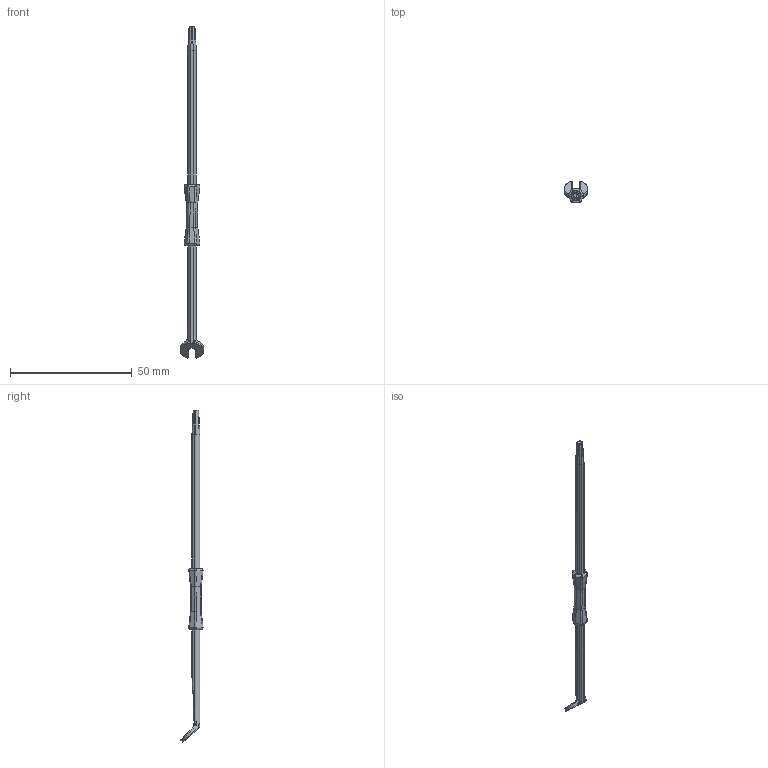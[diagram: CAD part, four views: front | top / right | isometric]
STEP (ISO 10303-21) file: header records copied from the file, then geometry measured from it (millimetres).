
FILE_DESCRIPTION (( 'STEP AP214' ), '1' );
FILE_NAME ('15-0001.STEP', '2025-11-27T17:41:47', ( '' ), ( '' ), 'SwSTEP 2.0', 'SolidWorks 2025', '' );
FILE_SCHEMA (( 'AUTOMOTIVE_DESIGN' ));
Length unit declared in the file: millimetre
Products named in the file (1): 15-0001
Bounding box: 9.79 x 9.08 x 136.12 mm (x, y, z)
Volume: 1508.4 mm3; surface area: 1707.6 mm2
Topology: 1 solids, 1 shells, 265 faces, 648 edges, 367 vertices
Faces by surface type: bspline 127, cylinder 59, sphere 34, plane 27, torus 16, cone 2
Entity records: 9487 total; most frequent: CARTESIAN_POINT 4261, ORIENTED_EDGE 1252, DIRECTION 895, EDGE_CURVE 626, AXIS2_PLACEMENT_3D 384, VERTEX_POINT 365, EDGE_LOOP 267, FACE_OUTER_BOUND 265
